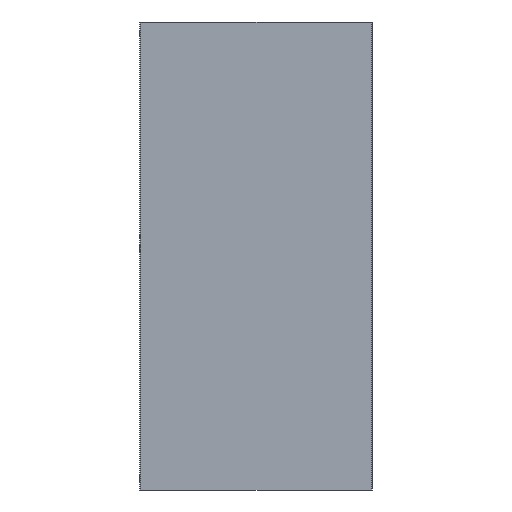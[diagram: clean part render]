
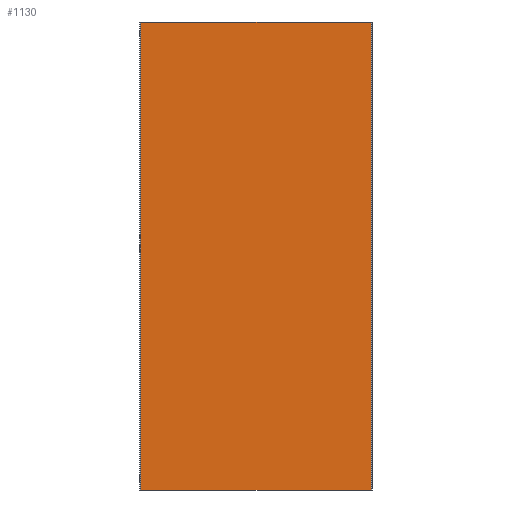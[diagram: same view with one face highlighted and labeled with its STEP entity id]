
A CAD part, front view. The second image highlights one B-rep face of the part: STEP entity #1130.
In plain terms, the highlighted planar face has unit normal (0, -1, 0).
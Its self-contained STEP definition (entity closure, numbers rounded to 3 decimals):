
#65 = VERTEX_POINT ( 'NONE', #1410 ) ;
#86 = ORIENTED_EDGE ( 'NONE', *, *, #1473, .T. ) ;
#126 = ORIENTED_EDGE ( 'NONE', *, *, #1584, .F. ) ;
#183 = VERTEX_POINT ( 'NONE', #1393 ) ;
#301 = ORIENTED_EDGE ( 'NONE', *, *, #1583, .F. ) ;
#310 = ORIENTED_EDGE ( 'NONE', *, *, #1586, .T. ) ;
#335 = VERTEX_POINT ( 'NONE', #1351 ) ;
#354 = VERTEX_POINT ( 'NONE', #1386 ) ;
#517 = CARTESIAN_POINT ( 'NONE',  ( 147.75, 0., 600. ) ) ;
#518 = DIRECTION ( 'NONE',  ( 1., 0., 0. ) ) ;
#522 = DIRECTION ( 'NONE',  ( 1., 0., 0. ) ) ;
#526 = CARTESIAN_POINT ( 'NONE',  ( 147.75, 0., 600. ) ) ;
#527 = CARTESIAN_POINT ( 'NONE',  ( 147.75, 0., 0. ) ) ;
#528 = DIRECTION ( 'NONE',  ( 0., 0., -1. ) ) ;
#646 = CARTESIAN_POINT ( 'NONE',  ( -147.75, 0., 600. ) ) ;
#654 = DIRECTION ( 'NONE',  ( 0., 0., -1. ) ) ;
#760 = FACE_OUTER_BOUND ( 'NONE', #1029, .T. ) ;
#1022 = LINE ( 'NONE', #517, #1034 ) ;
#1028 = LINE ( 'NONE', #526, #1045 ) ;
#1029 = EDGE_LOOP ( 'NONE', ( #310, #126, #301, #86 ) ) ;
#1034 = VECTOR ( 'NONE', #518, 1000. ) ;
#1045 = VECTOR ( 'NONE', #528, 1000. ) ;
#1049 = LINE ( 'NONE', #646, #1099 ) ;
#1062 = LINE ( 'NONE', #527, #1073 ) ;
#1073 = VECTOR ( 'NONE', #522, 1000. ) ;
#1099 = VECTOR ( 'NONE', #654, 1000. ) ;
#1130 = ADVANCED_FACE ( 'NONE', ( #760 ), #1205, .F. ) ;
#1205 = PLANE ( 'NONE',  #1434 ) ;
#1216 = CARTESIAN_POINT ( 'NONE',  ( 147.75, 0., 600. ) ) ;
#1300 = DIRECTION ( 'NONE',  ( 0., 1., 0. ) ) ;
#1301 = DIRECTION ( 'NONE',  ( 0., 0., 1. ) ) ;
#1351 = CARTESIAN_POINT ( 'NONE',  ( -147.75, 0., 0. ) ) ;
#1386 = CARTESIAN_POINT ( 'NONE',  ( 147.75, 0., 0. ) ) ;
#1393 = CARTESIAN_POINT ( 'NONE',  ( 147.75, 0., 600. ) ) ;
#1410 = CARTESIAN_POINT ( 'NONE',  ( -147.75, 0., 600. ) ) ;
#1434 = AXIS2_PLACEMENT_3D ( 'NONE', #1216, #1300, #1301 ) ;
#1473 = EDGE_CURVE ( 'NONE', #65, #335, #1049, .T. ) ;
#1583 = EDGE_CURVE ( 'NONE', #65, #183, #1022, .T. ) ;
#1584 = EDGE_CURVE ( 'NONE', #183, #354, #1028, .T. ) ;
#1586 = EDGE_CURVE ( 'NONE', #335, #354, #1062, .T. ) ;
